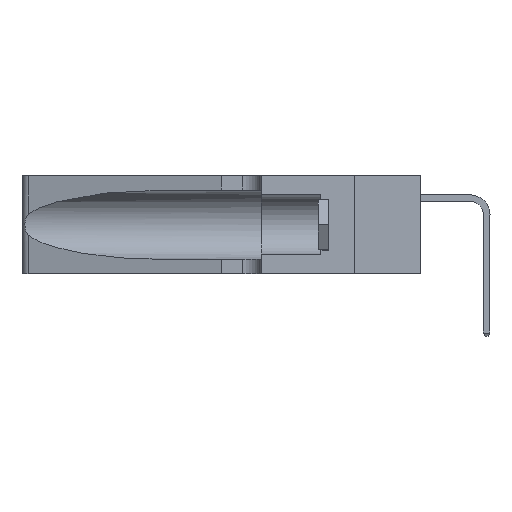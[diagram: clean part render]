
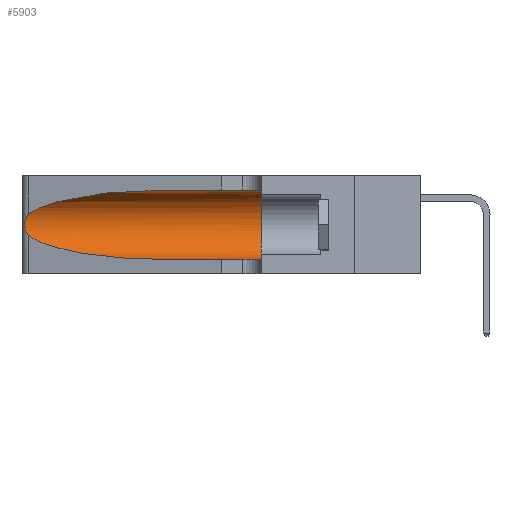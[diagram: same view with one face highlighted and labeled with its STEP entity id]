
A CAD part, left-side view. The second image highlights one B-rep face of the part: STEP entity #5903.
In plain terms, the highlighted cylindrical face has radius 3.308 mm (diameter 6.617 mm), a partial arc.
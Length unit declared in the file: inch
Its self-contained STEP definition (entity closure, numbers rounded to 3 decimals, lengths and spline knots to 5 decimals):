
#710 = VERTEX_POINT ( 'NONE', #18621 ) ;
#1289 = CARTESIAN_POINT ( 'NONE',  ( 0.25639, 1.23186, 0.15144 ) ) ;
#1321 = CARTESIAN_POINT ( 'NONE',  ( 0.1305, 0.35, 0.31525 ) ) ;
#1941 = VECTOR ( 'NONE', #22607, 39.37008 ) ;
#2394 = ORIENTED_EDGE ( 'NONE', *, *, #12330, .F. ) ;
#2994 = CARTESIAN_POINT ( 'NONE',  ( 0.1305, 1.61858, 0.05475 ) ) ;
#3747 = CARTESIAN_POINT ( 'NONE',  ( 0.25555, 1.22994, 0.2215 ) ) ;
#3977 = CARTESIAN_POINT ( 'NONE',  ( 0.25487, 1.22718, 0.14631 ) ) ;
#5745 =( BOUNDED_CURVE ( )  B_SPLINE_CURVE ( 3, ( #11205, #29745, #32392, #16622 ),
 .UNSPECIFIED., .F., .F. ) 
 B_SPLINE_CURVE_WITH_KNOTS ( ( 4, 4 ),
 ( 3.44316, 4.71239 ),
 .UNSPECIFIED. ) 
 CURVE ( )  GEOMETRIC_REPRESENTATION_ITEM ( )  RATIONAL_B_SPLINE_CURVE ( ( 1., 0.87, 0.87, 1. ) ) 
 REPRESENTATION_ITEM ( '' )  );
#5903 = ADVANCED_FACE ( 'NONE', ( #27972 ), #13076, .F. ) ;
#6423 = CARTESIAN_POINT ( 'NONE',  ( 0.25487, 1.22718, 0.22369 ) ) ;
#6550 = CARTESIAN_POINT ( 'NONE',  ( 0.25639, 1.23184, 0.21858 ) ) ;
#7075 = LINE ( 'NONE', #2994, #20491 ) ;
#7225 = CARTESIAN_POINT ( 'NONE',  ( 0.25487, 1.22718, 0.22369 ) ) ;
#8021 = B_SPLINE_CURVE_WITH_KNOTS ( 'NONE', 3,
 ( #6423, #3747, #6550, #25207, #9272, #27852, #11993, #30521, #14701, #33171, #17399, #1289, #20020, #3977 ),
 .UNSPECIFIED., .F., .F.,
 ( 4, 2, 2, 2, 2, 2, 4 ),
 ( 0., 0.00027, 0.00053, 0.00107, 0.0016, 0.00187, 0.00214 ),
 .UNSPECIFIED. ) ;
#9070 = CARTESIAN_POINT ( 'NONE',  ( 0.1305, 0.35, 0.05475 ) ) ;
#9272 = CARTESIAN_POINT ( 'NONE',  ( 0.25854, 1.2359, 0.20912 ) ) ;
#9929 = LINE ( 'NONE', #19951, #1941 ) ;
#11205 = CARTESIAN_POINT ( 'NONE',  ( 0.25487, 1.22718, 0.14631 ) ) ;
#11685 = VERTEX_POINT ( 'NONE', #9070 ) ;
#11993 = CARTESIAN_POINT ( 'NONE',  ( 0.26075, 1.23896, 0.19203 ) ) ;
#12330 = EDGE_CURVE ( 'NONE', #28028, #11685, #12678, .T. ) ;
#12678 = CIRCLE ( 'NONE', #31321, 0.13025 ) ;
#12737 = DIRECTION ( 'NONE',  ( 0., 1., 0. ) ) ;
#13076 = CYLINDRICAL_SURFACE ( 'NONE', #24352, 0.13025 ) ;
#13453 = ORIENTED_EDGE ( 'NONE', *, *, #21775, .T. ) ;
#14041 = CARTESIAN_POINT ( 'NONE',  ( 0.25487, 1.22718, 0.22369 ) ) ;
#14701 = CARTESIAN_POINT ( 'NONE',  ( 0.26017, 1.23833, 0.17102 ) ) ;
#14771 = CARTESIAN_POINT ( 'NONE',  ( 0.1305, 1.61858, 0.185 ) ) ;
#15108 = VERTEX_POINT ( 'NONE', #7225 ) ;
#15484 = EDGE_CURVE ( 'NONE', #710, #15108, #16617, .T. ) ;
#16617 =( BOUNDED_CURVE ( )  B_SPLINE_CURVE ( 3, ( #24589, #27217, #29893, #14041 ),
 .UNSPECIFIED., .F., .T. ) 
 B_SPLINE_CURVE_WITH_KNOTS ( ( 4, 4 ),
 ( 1.5708, 2.84003 ),
 .UNSPECIFIED. ) 
 CURVE ( )  GEOMETRIC_REPRESENTATION_ITEM ( )  RATIONAL_B_SPLINE_CURVE ( ( 1., 0.87, 0.87, 1. ) ) 
 REPRESENTATION_ITEM ( '' )  );
#16622 = CARTESIAN_POINT ( 'NONE',  ( 0.1305, 0.72297, 0.05475 ) ) ;
#17014 = ORIENTED_EDGE ( 'NONE', *, *, #23766, .T. ) ;
#17399 = CARTESIAN_POINT ( 'NONE',  ( 0.25789, 1.23486, 0.15765 ) ) ;
#18621 = CARTESIAN_POINT ( 'NONE',  ( 0.1305, 0.72297, 0.31525 ) ) ;
#19946 = EDGE_CURVE ( 'NONE', #15108, #31167, #8021, .T. ) ;
#19951 = CARTESIAN_POINT ( 'NONE',  ( 0.1305, 1.61858, 0.31525 ) ) ;
#20020 = CARTESIAN_POINT ( 'NONE',  ( 0.25555, 1.22993, 0.14849 ) ) ;
#20096 = DIRECTION ( 'NONE',  ( 0., -1., 0. ) ) ;
#20491 = VECTOR ( 'NONE', #24328, 39.37008 ) ;
#21775 = EDGE_CURVE ( 'NONE', #34194, #11685, #7075, .T. ) ;
#22607 = DIRECTION ( 'NONE',  ( 0., -1., 0. ) ) ;
#23766 = EDGE_CURVE ( 'NONE', #31167, #34194, #5745, .T. ) ;
#24328 = DIRECTION ( 'NONE',  ( 0., -1., 0. ) ) ;
#24352 = AXIS2_PLACEMENT_3D ( 'NONE', #14771, #20096, #25169 ) ;
#24589 = CARTESIAN_POINT ( 'NONE',  ( 0.1305, 0.72297, 0.31525 ) ) ;
#24671 = ORIENTED_EDGE ( 'NONE', *, *, #27997, .F. ) ;
#25169 = DIRECTION ( 'NONE',  ( 0., 0., -1. ) ) ;
#25207 = CARTESIAN_POINT ( 'NONE',  ( 0.25787, 1.23484, 0.2124 ) ) ;
#26487 = ORIENTED_EDGE ( 'NONE', *, *, #15484, .T. ) ;
#26514 = CARTESIAN_POINT ( 'NONE',  ( 0.25487, 1.22718, 0.14631 ) ) ;
#27217 = CARTESIAN_POINT ( 'NONE',  ( 0.18966, 0.96281, 0.31525 ) ) ;
#27852 = CARTESIAN_POINT ( 'NONE',  ( 0.26018, 1.23835, 0.19895 ) ) ;
#27972 = FACE_OUTER_BOUND ( 'NONE', #29839, .T. ) ;
#27997 = EDGE_CURVE ( 'NONE', #710, #28028, #9929, .T. ) ;
#28028 = VERTEX_POINT ( 'NONE', #1321 ) ;
#28611 = CARTESIAN_POINT ( 'NONE',  ( 0.1305, 0.35, 0.185 ) ) ;
#29745 = CARTESIAN_POINT ( 'NONE',  ( 0.2373, 1.15595, 0.08982 ) ) ;
#29839 = EDGE_LOOP ( 'NONE', ( #26487, #34232, #17014, #13453, #2394, #24671 ) ) ;
#29893 = CARTESIAN_POINT ( 'NONE',  ( 0.2373, 1.15595, 0.28018 ) ) ;
#30521 = CARTESIAN_POINT ( 'NONE',  ( 0.26075, 1.23896, 0.178 ) ) ;
#31167 = VERTEX_POINT ( 'NONE', #26514 ) ;
#31254 = DIRECTION ( 'NONE',  ( 0., 0., 1. ) ) ;
#31321 = AXIS2_PLACEMENT_3D ( 'NONE', #28611, #12737, #31254 ) ;
#32392 = CARTESIAN_POINT ( 'NONE',  ( 0.18966, 0.96281, 0.05475 ) ) ;
#33171 = CARTESIAN_POINT ( 'NONE',  ( 0.25856, 1.23593, 0.16098 ) ) ;
#33652 = CARTESIAN_POINT ( 'NONE',  ( 0.1305, 0.72297, 0.05475 ) ) ;
#34194 = VERTEX_POINT ( 'NONE', #33652 ) ;
#34232 = ORIENTED_EDGE ( 'NONE', *, *, #19946, .T. ) ;
